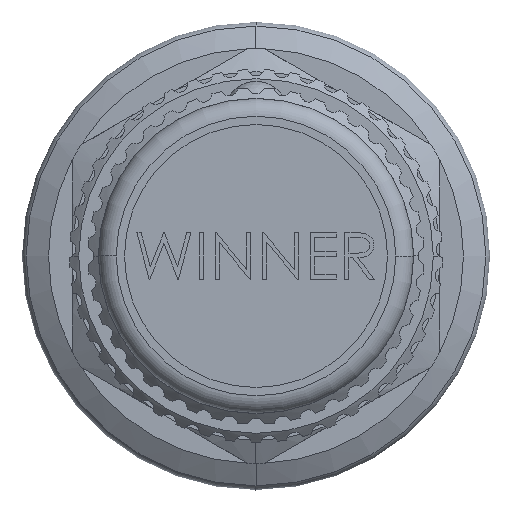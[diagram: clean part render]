
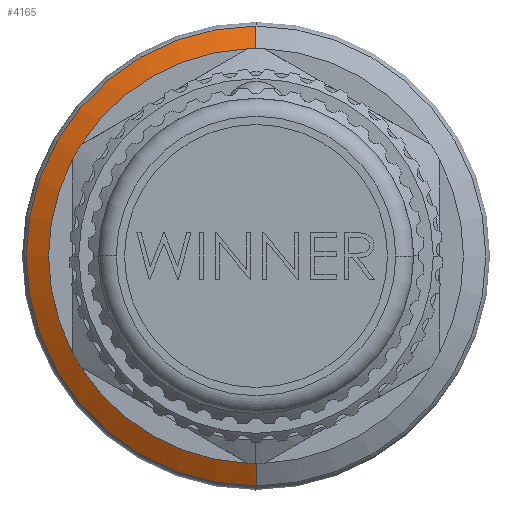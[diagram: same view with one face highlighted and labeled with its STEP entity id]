
A CAD part, left-side view. The second image highlights one B-rep face of the part: STEP entity #4165.
In plain terms, the highlighted conical face has half-angle 60 degrees and reference radius 19.835 mm.
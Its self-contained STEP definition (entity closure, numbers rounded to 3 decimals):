
#277 = VERTEX_POINT ( 'NONE', #25261 ) ;
#287 = VERTEX_POINT ( 'NONE', #1161 ) ;
#523 = LINE ( 'NONE', #27863, #1176 ) ;
#836 = VERTEX_POINT ( 'NONE', #5083 ) ;
#893 = DIRECTION ( 'NONE',  ( 0., 0., -1. ) ) ;
#1036 = AXIS2_PLACEMENT_3D ( 'NONE', #15300, #23993, #24185 ) ;
#1161 = CARTESIAN_POINT ( 'NONE',  ( 34.95, 0., -17.9 ) ) ;
#1176 = VECTOR ( 'NONE', #19399, 1000. ) ;
#1714 = VECTOR ( 'NONE', #23160, 1000. ) ;
#1960 = ORIENTED_EDGE ( 'NONE', *, *, #13455, .T. ) ;
#2615 = DIRECTION ( 'NONE',  ( 1., 0., 0. ) ) ;
#2663 = ORIENTED_EDGE ( 'NONE', *, *, #13255, .T. ) ;
#3437 = CARTESIAN_POINT ( 'NONE',  ( 36.067, 0., 19.835 ) ) ;
#3946 = EDGE_CURVE ( 'NONE', #287, #12580, #523, .T. ) ;
#4165 = ADVANCED_FACE ( 'NONE', ( #28065 ), #11903, .T. ) ;
#4447 = CARTESIAN_POINT ( 'NONE',  ( 36.067, 0., 0. ) ) ;
#4705 = ORIENTED_EDGE ( 'NONE', *, *, #14444, .F. ) ;
#4709 = AXIS2_PLACEMENT_3D ( 'NONE', #27452, #12273, #7597 ) ;
#5083 = CARTESIAN_POINT ( 'NONE',  ( 34.95, 15.129, 9.568 ) ) ;
#5177 = CARTESIAN_POINT ( 'NONE',  ( 36.067, 0., 0. ) ) ;
#6079 = CIRCLE ( 'NONE', #18637, 19.835 ) ;
#6589 = DIRECTION ( 'NONE',  ( 0., 0., -1. ) ) ;
#6671 = DIRECTION ( 'NONE',  ( 0., 0., -1. ) ) ;
#6986 = CARTESIAN_POINT ( 'NONE',  ( 34.95, 0., 0. ) ) ;
#7597 = DIRECTION ( 'NONE',  ( 0., 0., -1. ) ) ;
#8093 = ORIENTED_EDGE ( 'NONE', *, *, #19847, .T. ) ;
#10947 = CIRCLE ( 'NONE', #25974, 17.9 ) ;
#10962 = CARTESIAN_POINT ( 'NONE',  ( 34.95, 0., 0. ) ) ;
#11051 = DIRECTION ( 'NONE',  ( 1., 0., 0. ) ) ;
#11053 = ORIENTED_EDGE ( 'NONE', *, *, #3946, .F. ) ;
#11277 = ORIENTED_EDGE ( 'NONE', *, *, #13900, .T. ) ;
#11903 = CONICAL_SURFACE ( 'NONE', #18195, 19.835, 1.047 ) ;
#11964 = CIRCLE ( 'NONE', #1036, 17.9 ) ;
#12273 = DIRECTION ( 'NONE',  ( 1., 0., 0. ) ) ;
#12580 = VERTEX_POINT ( 'NONE', #14556 ) ;
#12831 = DIRECTION ( 'NONE',  ( 0., 0., -1. ) ) ;
#13255 = EDGE_CURVE ( 'NONE', #836, #26461, #10947, .T. ) ;
#13342 = EDGE_CURVE ( 'NONE', #26593, #836, #20941, .T. ) ;
#13356 = VERTEX_POINT ( 'NONE', #15526 ) ;
#13408 = CIRCLE ( 'NONE', #4709, 17.9 ) ;
#13455 = EDGE_CURVE ( 'NONE', #26461, #277, #14070, .T. ) ;
#13900 = EDGE_CURVE ( 'NONE', #13356, #26593, #23281, .T. ) ;
#14070 = CIRCLE ( 'NONE', #28200, 17.9 ) ;
#14444 = EDGE_CURVE ( 'NONE', #12580, #25127, #6079, .T. ) ;
#14462 = ORIENTED_EDGE ( 'NONE', *, *, #13342, .T. ) ;
#14533 = CIRCLE ( 'NONE', #24196, 17.9 ) ;
#14556 = CARTESIAN_POINT ( 'NONE',  ( 36.067, 0., -19.835 ) ) ;
#15170 = CARTESIAN_POINT ( 'NONE',  ( 34.95, 15.85, 8.318 ) ) ;
#15300 = CARTESIAN_POINT ( 'NONE',  ( 34.95, 0., 0. ) ) ;
#15502 = DIRECTION ( 'NONE',  ( 1., 0., 0. ) ) ;
#15526 = CARTESIAN_POINT ( 'NONE',  ( 34.95, 15.85, -8.318 ) ) ;
#15578 = ORIENTED_EDGE ( 'NONE', *, *, #26279, .T. ) ;
#16473 = DIRECTION ( 'NONE',  ( 1., 0., 0. ) ) ;
#17264 = CARTESIAN_POINT ( 'NONE',  ( 34.95, 0., 0. ) ) ;
#18195 = AXIS2_PLACEMENT_3D ( 'NONE', #5177, #20633, #27243 ) ;
#18349 = EDGE_LOOP ( 'NONE', ( #1960, #8093, #4705, #11053, #15578, #24907, #25800, #11277, #14462, #2663 ) ) ;
#18603 = EDGE_CURVE ( 'NONE', #27276, #20753, #14533, .T. ) ;
#18637 = AXIS2_PLACEMENT_3D ( 'NONE', #4447, #15502, #6671 ) ;
#19399 = DIRECTION ( 'NONE',  ( 0.5, 0., -0.866 ) ) ;
#19831 = DIRECTION ( 'NONE',  ( 1., 0., 0. ) ) ;
#19847 = EDGE_CURVE ( 'NONE', #277, #25127, #22741, .T. ) ;
#20121 = CARTESIAN_POINT ( 'NONE',  ( 34.95, 0., 0. ) ) ;
#20633 = DIRECTION ( 'NONE',  ( 1., 0., 0. ) ) ;
#20753 = VERTEX_POINT ( 'NONE', #25531 ) ;
#20941 = CIRCLE ( 'NONE', #25252, 17.9 ) ;
#22305 = AXIS2_PLACEMENT_3D ( 'NONE', #22780, #16473, #893 ) ;
#22328 = DIRECTION ( 'NONE',  ( 0., 0., -1. ) ) ;
#22741 = LINE ( 'NONE', #27399, #1714 ) ;
#22780 = CARTESIAN_POINT ( 'NONE',  ( 34.95, 0., 0. ) ) ;
#23160 = DIRECTION ( 'NONE',  ( 0.5, 0., 0.866 ) ) ;
#23281 = CIRCLE ( 'NONE', #22305, 17.9 ) ;
#23293 = CARTESIAN_POINT ( 'NONE',  ( 34.95, 0.721, -17.885 ) ) ;
#23787 = CARTESIAN_POINT ( 'NONE',  ( 34.95, 0.721, 17.885 ) ) ;
#23993 = DIRECTION ( 'NONE',  ( 1., 0., 0. ) ) ;
#24185 = DIRECTION ( 'NONE',  ( 0., 0., -1. ) ) ;
#24196 = AXIS2_PLACEMENT_3D ( 'NONE', #20121, #19831, #22328 ) ;
#24598 = DIRECTION ( 'NONE',  ( 0., 0., -1. ) ) ;
#24907 = ORIENTED_EDGE ( 'NONE', *, *, #18603, .T. ) ;
#25127 = VERTEX_POINT ( 'NONE', #3437 ) ;
#25252 = AXIS2_PLACEMENT_3D ( 'NONE', #10962, #11051, #6589 ) ;
#25261 = CARTESIAN_POINT ( 'NONE',  ( 34.95, 0., 17.9 ) ) ;
#25531 = CARTESIAN_POINT ( 'NONE',  ( 34.95, 15.129, -9.568 ) ) ;
#25800 = ORIENTED_EDGE ( 'NONE', *, *, #26902, .T. ) ;
#25893 = DIRECTION ( 'NONE',  ( 1., 0., 0. ) ) ;
#25974 = AXIS2_PLACEMENT_3D ( 'NONE', #17264, #25893, #12831 ) ;
#26279 = EDGE_CURVE ( 'NONE', #287, #27276, #13408, .T. ) ;
#26461 = VERTEX_POINT ( 'NONE', #23787 ) ;
#26593 = VERTEX_POINT ( 'NONE', #15170 ) ;
#26902 = EDGE_CURVE ( 'NONE', #20753, #13356, #11964, .T. ) ;
#27243 = DIRECTION ( 'NONE',  ( 0., 0., -1. ) ) ;
#27276 = VERTEX_POINT ( 'NONE', #23293 ) ;
#27399 = CARTESIAN_POINT ( 'NONE',  ( 36.067, 0., 19.835 ) ) ;
#27452 = CARTESIAN_POINT ( 'NONE',  ( 34.95, 0., 0. ) ) ;
#27863 = CARTESIAN_POINT ( 'NONE',  ( 36.067, 0., -19.835 ) ) ;
#28065 = FACE_OUTER_BOUND ( 'NONE', #18349, .T. ) ;
#28200 = AXIS2_PLACEMENT_3D ( 'NONE', #6986, #2615, #24598 ) ;
